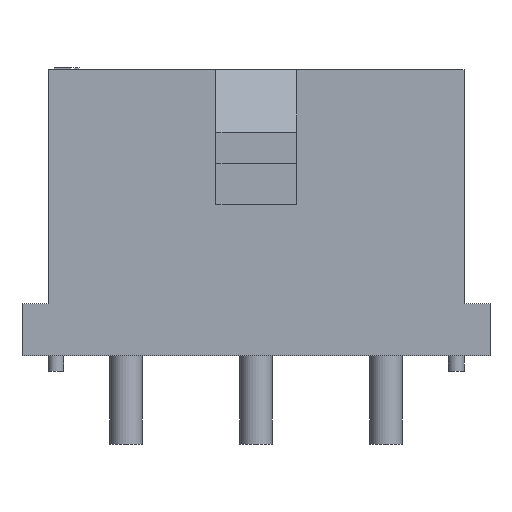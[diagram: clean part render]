
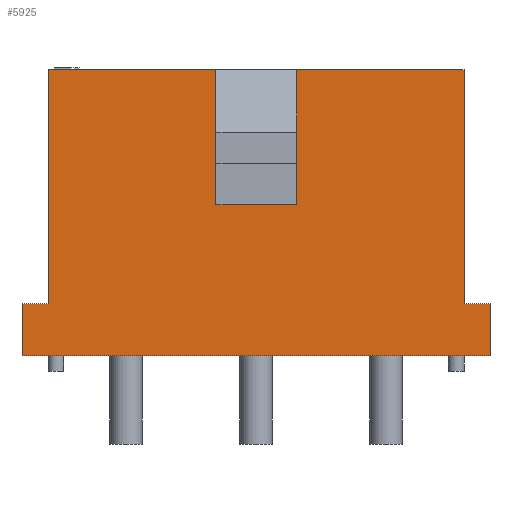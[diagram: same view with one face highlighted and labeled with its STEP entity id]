
A CAD part, left-side view. The second image highlights one B-rep face of the part: STEP entity #5925.
In plain terms, the highlighted planar face has unit normal (-1, 0, 0).
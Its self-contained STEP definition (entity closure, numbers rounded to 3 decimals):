
#4711=CARTESIAN_POINT('',(-13.335,-10.16,14.732));
#4712=VERTEX_POINT('',#4711);
#4713=CARTESIAN_POINT('',(-13.335,-1.981,14.732));
#4714=VERTEX_POINT('',#4713);
#4715=CARTESIAN_POINT('',(-13.335,-10.16,14.732));
#4716=DIRECTION('',(0.0,1.0,0.0));
#4717=VECTOR('',#4716,8.179);
#4718=LINE('',#4715,#4717);
#4719=EDGE_CURVE('',#4712,#4714,#4718,.T.);
#4753=CARTESIAN_POINT('',(-13.335,10.16,14.732));
#4754=VERTEX_POINT('',#4753);
#4761=CARTESIAN_POINT('',(-13.335,1.956,14.732));
#4762=VERTEX_POINT('',#4761);
#4763=CARTESIAN_POINT('',(-13.335,1.956,14.732));
#4764=DIRECTION('',(0.0,1.0,0.0));
#4765=VECTOR('',#4764,8.204);
#4766=LINE('',#4763,#4765);
#4767=EDGE_CURVE('',#4762,#4754,#4766,.T.);
#5766=CARTESIAN_POINT('',(-13.335,-1.981,8.128));
#5767=VERTEX_POINT('',#5766);
#5774=CARTESIAN_POINT('',(-13.335,-1.981,8.128));
#5775=DIRECTION('',(0.0,0.0,1.0));
#5776=VECTOR('',#5775,6.604);
#5777=LINE('',#5774,#5776);
#5778=EDGE_CURVE('',#5767,#4714,#5777,.T.);
#5819=CARTESIAN_POINT('',(-13.335,1.956,8.128));
#5820=VERTEX_POINT('',#5819);
#5845=CARTESIAN_POINT('',(-13.335,1.956,8.128));
#5846=DIRECTION('',(0.0,0.0,1.0));
#5847=VECTOR('',#5846,6.604);
#5848=LINE('',#5845,#5847);
#5849=EDGE_CURVE('',#5820,#4762,#5848,.T.);
#5854=CARTESIAN_POINT('',(-13.335,12.573,0.063));
#5855=DIRECTION('',(-1.0,0.0,0.0));
#5856=DIRECTION('',(0.0,0.0,1.0));
#5857=AXIS2_PLACEMENT_3D('',#5854,#5855,#5856);
#5858=PLANE('',#5857);
#5859=ORIENTED_EDGE('',*,*,#4719,.T.);
#5860=ORIENTED_EDGE('',*,*,#5778,.F.);
#5861=CARTESIAN_POINT('',(-13.335,-1.981,8.128));
#5862=DIRECTION('',(0.0,1.0,0.0));
#5863=VECTOR('',#5862,3.937);
#5864=LINE('',#5861,#5863);
#5865=EDGE_CURVE('',#5767,#5820,#5864,.T.);
#5866=ORIENTED_EDGE('',*,*,#5865,.T.);
#5867=ORIENTED_EDGE('',*,*,#5849,.T.);
#5868=ORIENTED_EDGE('',*,*,#4767,.T.);
#5869=CARTESIAN_POINT('',(-13.335,10.16,3.302));
#5870=VERTEX_POINT('',#5869);
#5871=CARTESIAN_POINT('',(-13.335,10.16,3.302));
#5872=DIRECTION('',(0.0,0.0,1.0));
#5873=VECTOR('',#5872,11.43);
#5874=LINE('',#5871,#5873);
#5875=EDGE_CURVE('',#5870,#4754,#5874,.T.);
#5876=ORIENTED_EDGE('',*,*,#5875,.F.);
#5877=CARTESIAN_POINT('',(-13.335,11.43,3.302));
#5878=VERTEX_POINT('',#5877);
#5879=CARTESIAN_POINT('',(-13.335,10.16,3.302));
#5880=DIRECTION('',(0.0,1.0,0.0));
#5881=VECTOR('',#5880,1.27);
#5882=LINE('',#5879,#5881);
#5883=EDGE_CURVE('',#5870,#5878,#5882,.T.);
#5884=ORIENTED_EDGE('',*,*,#5883,.T.);
#5885=CARTESIAN_POINT('',(-13.335,11.43,0.762));
#5886=VERTEX_POINT('',#5885);
#5887=CARTESIAN_POINT('',(-13.335,11.43,0.762));
#5888=DIRECTION('',(0.0,0.0,1.0));
#5889=VECTOR('',#5888,2.54);
#5890=LINE('',#5887,#5889);
#5891=EDGE_CURVE('',#5886,#5878,#5890,.T.);
#5892=ORIENTED_EDGE('',*,*,#5891,.F.);
#5893=CARTESIAN_POINT('',(-13.335,-11.43,0.762));
#5894=VERTEX_POINT('',#5893);
#5895=CARTESIAN_POINT('',(-13.335,-11.43,0.762));
#5896=DIRECTION('',(0.0,1.0,0.0));
#5897=VECTOR('',#5896,22.86);
#5898=LINE('',#5895,#5897);
#5899=EDGE_CURVE('',#5894,#5886,#5898,.T.);
#5900=ORIENTED_EDGE('',*,*,#5899,.F.);
#5901=CARTESIAN_POINT('',(-13.335,-11.43,3.302));
#5902=VERTEX_POINT('',#5901);
#5903=CARTESIAN_POINT('',(-13.335,-11.43,0.762));
#5904=DIRECTION('',(0.0,0.0,1.0));
#5905=VECTOR('',#5904,2.54);
#5906=LINE('',#5903,#5905);
#5907=EDGE_CURVE('',#5894,#5902,#5906,.T.);
#5908=ORIENTED_EDGE('',*,*,#5907,.T.);
#5909=CARTESIAN_POINT('',(-13.335,-10.16,3.302));
#5910=VERTEX_POINT('',#5909);
#5911=CARTESIAN_POINT('',(-13.335,-11.43,3.302));
#5912=DIRECTION('',(0.0,1.0,0.0));
#5913=VECTOR('',#5912,1.27);
#5914=LINE('',#5911,#5913);
#5915=EDGE_CURVE('',#5902,#5910,#5914,.T.);
#5916=ORIENTED_EDGE('',*,*,#5915,.T.);
#5917=CARTESIAN_POINT('',(-13.335,-10.16,3.302));
#5918=DIRECTION('',(0.0,0.0,1.0));
#5919=VECTOR('',#5918,11.43);
#5920=LINE('',#5917,#5919);
#5921=EDGE_CURVE('',#5910,#4712,#5920,.T.);
#5922=ORIENTED_EDGE('',*,*,#5921,.T.);
#5923=EDGE_LOOP('',(#5859,#5860,#5866,#5867,#5868,#5876,#5884,#5892,#5900,#5908,#5916,#5922));
#5924=FACE_OUTER_BOUND('',#5923,.T.);
#5925=ADVANCED_FACE('',(#5924),#5858,.T.);
